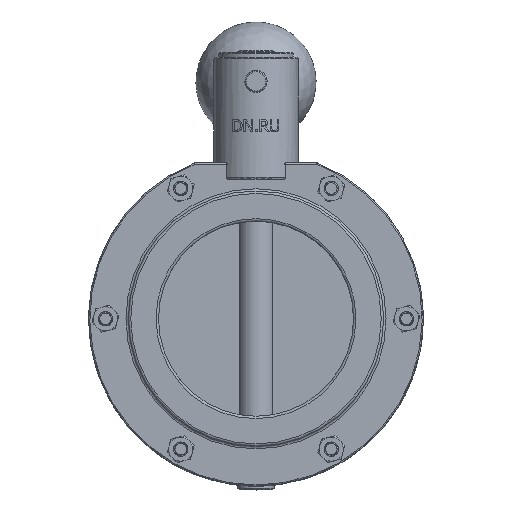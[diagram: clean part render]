
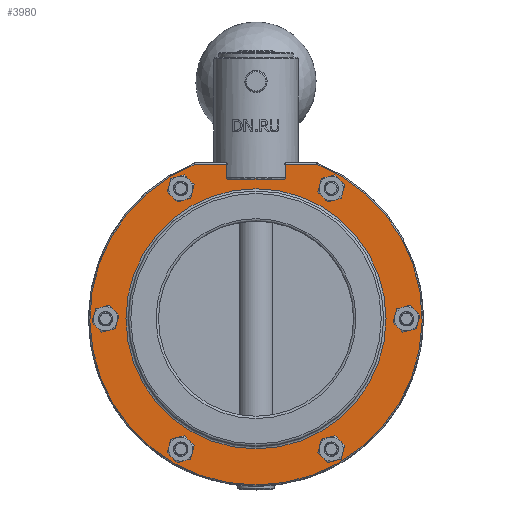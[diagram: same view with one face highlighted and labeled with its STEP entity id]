
A CAD part, top view. The second image highlights one B-rep face of the part: STEP entity #3980.
In plain terms, the highlighted planar face has unit normal (0, 0, 1).
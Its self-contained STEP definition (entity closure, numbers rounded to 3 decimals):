
#259=FACE_BOUND('',#1207,.T.);
#260=FACE_BOUND('',#1208,.T.);
#261=FACE_BOUND('',#1209,.T.);
#262=FACE_BOUND('',#1210,.T.);
#263=FACE_BOUND('',#1211,.T.);
#264=FACE_BOUND('',#1212,.T.);
#265=FACE_BOUND('',#1213,.T.);
#298=PLANE('',#4487);
#508=LINE('',#7007,#720);
#720=VECTOR('',#5224,10.);
#953=FACE_OUTER_BOUND('',#1206,.T.);
#1206=EDGE_LOOP('',(#2971,#2972));
#1207=EDGE_LOOP('',(#2973));
#1208=EDGE_LOOP('',(#2974));
#1209=EDGE_LOOP('',(#2975));
#1210=EDGE_LOOP('',(#2976));
#1211=EDGE_LOOP('',(#2977));
#1212=EDGE_LOOP('',(#2978));
#1213=EDGE_LOOP('',(#2979));
#1517=CIRCLE('',#4479,69.);
#1523=CIRCLE('',#4488,3.);
#1524=CIRCLE('',#4489,3.);
#1525=CIRCLE('',#4490,3.);
#1526=CIRCLE('',#4491,3.);
#1527=CIRCLE('',#4492,3.);
#1528=CIRCLE('',#4493,3.);
#1529=CIRCLE('',#4494,54.);
#1807=VERTEX_POINT('',#6976);
#1812=VERTEX_POINT('',#6990);
#1818=VERTEX_POINT('',#7023);
#1819=VERTEX_POINT('',#7025);
#1820=VERTEX_POINT('',#7027);
#1821=VERTEX_POINT('',#7029);
#1822=VERTEX_POINT('',#7031);
#1823=VERTEX_POINT('',#7033);
#1824=VERTEX_POINT('',#7035);
#2243=EDGE_CURVE('',#1807,#1812,#1517,.T.);
#2245=EDGE_CURVE('',#1812,#1807,#508,.T.);
#2254=EDGE_CURVE('',#1818,#1818,#1523,.T.);
#2255=EDGE_CURVE('',#1819,#1819,#1524,.T.);
#2256=EDGE_CURVE('',#1820,#1820,#1525,.T.);
#2257=EDGE_CURVE('',#1821,#1821,#1526,.T.);
#2258=EDGE_CURVE('',#1822,#1822,#1527,.T.);
#2259=EDGE_CURVE('',#1823,#1823,#1528,.T.);
#2260=EDGE_CURVE('',#1824,#1824,#1529,.T.);
#2971=ORIENTED_EDGE('',*,*,#2243,.F.);
#2972=ORIENTED_EDGE('',*,*,#2245,.F.);
#2973=ORIENTED_EDGE('',*,*,#2254,.T.);
#2974=ORIENTED_EDGE('',*,*,#2255,.T.);
#2975=ORIENTED_EDGE('',*,*,#2256,.T.);
#2976=ORIENTED_EDGE('',*,*,#2257,.T.);
#2977=ORIENTED_EDGE('',*,*,#2258,.T.);
#2978=ORIENTED_EDGE('',*,*,#2259,.T.);
#2979=ORIENTED_EDGE('',*,*,#2260,.F.);
#3980=ADVANCED_FACE('',(#953,#259,#260,#261,#262,#263,#264,#265),#298,.T.);
#4479=AXIS2_PLACEMENT_3D('',#6991,#5220,#5221);
#4487=AXIS2_PLACEMENT_3D('',#7022,#5240,#5241);
#4488=AXIS2_PLACEMENT_3D('',#7024,#5242,#5243);
#4489=AXIS2_PLACEMENT_3D('',#7026,#5244,#5245);
#4490=AXIS2_PLACEMENT_3D('',#7028,#5246,#5247);
#4491=AXIS2_PLACEMENT_3D('',#7030,#5248,#5249);
#4492=AXIS2_PLACEMENT_3D('',#7032,#5250,#5251);
#4493=AXIS2_PLACEMENT_3D('',#7034,#5252,#5253);
#4494=AXIS2_PLACEMENT_3D('',#7036,#5254,#5255);
#5220=DIRECTION('center_axis',(0.,0.,-1.));
#5221=DIRECTION('ref_axis',(0.,-1.,0.));
#5224=DIRECTION('',(1.,0.,0.));
#5240=DIRECTION('center_axis',(0.,0.,1.));
#5241=DIRECTION('ref_axis',(1.,0.,0.));
#5242=DIRECTION('center_axis',(0.,0.,-1.));
#5243=DIRECTION('ref_axis',(-1.,0.,0.));
#5244=DIRECTION('center_axis',(0.,0.,-1.));
#5245=DIRECTION('ref_axis',(-1.,0.,0.));
#5246=DIRECTION('center_axis',(0.,0.,-1.));
#5247=DIRECTION('ref_axis',(-1.,0.,0.));
#5248=DIRECTION('center_axis',(0.,0.,-1.));
#5249=DIRECTION('ref_axis',(-1.,0.,0.));
#5250=DIRECTION('center_axis',(0.,0.,-1.));
#5251=DIRECTION('ref_axis',(-1.,0.,0.));
#5252=DIRECTION('center_axis',(0.,0.,-1.));
#5253=DIRECTION('ref_axis',(-1.,0.,0.));
#5254=DIRECTION('center_axis',(0.,0.,1.));
#5255=DIRECTION('ref_axis',(-1.,0.,0.));
#6976=CARTESIAN_POINT('',(25.286,64.2,12.1));
#6990=CARTESIAN_POINT('',(-25.286,64.2,12.1));
#6991=CARTESIAN_POINT('Origin',(0.,0.,12.1));
#7007=CARTESIAN_POINT('',(0.,64.2,12.1));
#7022=CARTESIAN_POINT('Origin',(0.,0.,12.1));
#7023=CARTESIAN_POINT('',(34.25,-54.127,12.1));
#7024=CARTESIAN_POINT('Origin',(31.25,-54.127,12.1));
#7025=CARTESIAN_POINT('',(-28.25,-54.127,12.1));
#7026=CARTESIAN_POINT('Origin',(-31.25,-54.127,12.1));
#7027=CARTESIAN_POINT('',(-59.5,0.,12.1));
#7028=CARTESIAN_POINT('Origin',(-62.5,0.,12.1));
#7029=CARTESIAN_POINT('',(-28.25,54.127,12.1));
#7030=CARTESIAN_POINT('Origin',(-31.25,54.127,12.1));
#7031=CARTESIAN_POINT('',(34.25,54.127,12.1));
#7032=CARTESIAN_POINT('Origin',(31.25,54.127,12.1));
#7033=CARTESIAN_POINT('',(65.5,0.,12.1));
#7034=CARTESIAN_POINT('Origin',(62.5,0.,12.1));
#7035=CARTESIAN_POINT('',(54.,0.,12.1));
#7036=CARTESIAN_POINT('Origin',(0.,0.,12.1));
